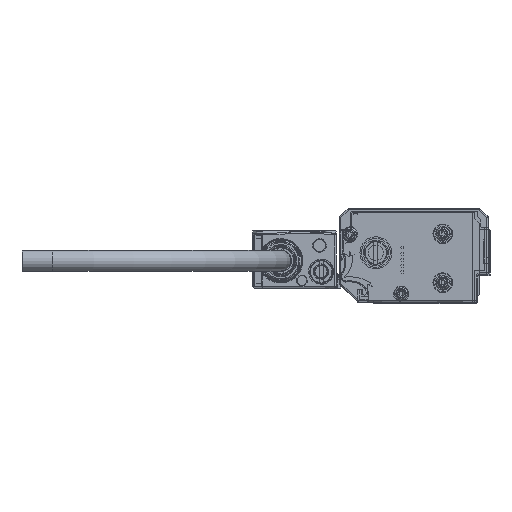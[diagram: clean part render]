
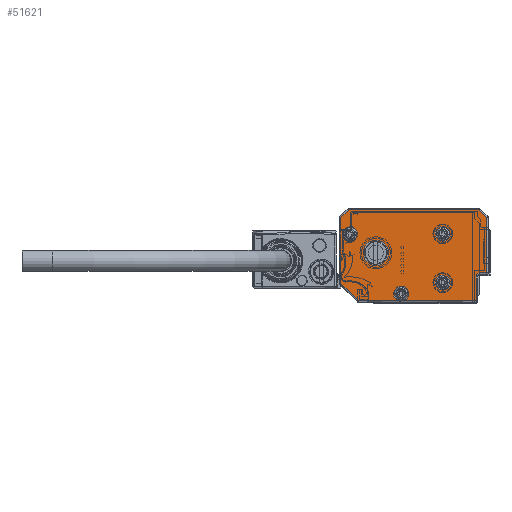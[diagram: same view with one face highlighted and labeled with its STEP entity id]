
A CAD part, left-side view. The second image highlights one B-rep face of the part: STEP entity #51621.
In plain terms, the highlighted planar face has unit normal (-1, 0, 0).
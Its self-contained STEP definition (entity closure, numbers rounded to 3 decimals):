
#51406=AXIS2_PLACEMENT_3D('Circle Axis2P3D',#51404,#51405,$) ;
#51434=AXIS2_PLACEMENT_3D('Circle Axis2P3D',#51432,#51433,$) ;
#51449=AXIS2_PLACEMENT_3D('Plane Axis2P3D',#51446,#51447,#51448) ;
#51453=AXIS2_PLACEMENT_3D('Circle Axis2P3D',#51451,#51452,$) ;
#51460=AXIS2_PLACEMENT_3D('Circle Axis2P3D',#51458,#51459,$) ;
#51467=AXIS2_PLACEMENT_3D('Circle Axis2P3D',#51465,#51466,$) ;
#51479=AXIS2_PLACEMENT_3D('Circle Axis2P3D',#51477,#51478,$) ;
#51551=AXIS2_PLACEMENT_3D('Circle Axis2P3D',#51549,#51550,$) ;
#51560=AXIS2_PLACEMENT_3D('Circle Axis2P3D',#51558,#51559,$) ;
#51569=AXIS2_PLACEMENT_3D('Circle Axis2P3D',#51567,#51568,$) ;
#51578=AXIS2_PLACEMENT_3D('Circle Axis2P3D',#51576,#51577,$) ;
#51587=AXIS2_PLACEMENT_3D('Circle Axis2P3D',#51585,#51586,$) ;
#51596=AXIS2_PLACEMENT_3D('Circle Axis2P3D',#51594,#51595,$) ;
#51605=AXIS2_PLACEMENT_3D('Circle Axis2P3D',#51603,#51604,$) ;
#51614=AXIS2_PLACEMENT_3D('Circle Axis2P3D',#51612,#51613,$) ;
#42304=CARTESIAN_POINT('Vertex',(-2773.,8.4,-1.)) ;
#42306=CARTESIAN_POINT('Vertex',(-2773.,7.,-1.)) ;
#42309=CARTESIAN_POINT('Line Origine',(-2773.,3.5,-1.)) ;
#42313=CARTESIAN_POINT('Vertex',(-2773.,21.793,-1.)) ;
#42325=CARTESIAN_POINT('Vertex',(-2773.,-17.,-1.)) ;
#42328=CARTESIAN_POINT('Line Origine',(-2773.,3.5,-1.)) ;
#51404=CARTESIAN_POINT('Axis2P3D Location',(-2773.,7.7,1.4)) ;
#51408=CARTESIAN_POINT('Vertex',(-2773.,5.2,1.4)) ;
#51429=CARTESIAN_POINT('Vertex',(-2773.,9.894,0.201)) ;
#51432=CARTESIAN_POINT('Axis2P3D Location',(-2773.,7.7,1.4)) ;
#51446=CARTESIAN_POINT('Axis2P3D Location',(-2773.,-21.5,13.5)) ;
#51451=CARTESIAN_POINT('Axis2P3D Location',(-2773.,7.7,1.4)) ;
#51455=CARTESIAN_POINT('Vertex',(-2773.,10.2,1.4)) ;
#51458=CARTESIAN_POINT('Axis2P3D Location',(-2773.,7.7,1.4)) ;
#51462=CARTESIAN_POINT('Vertex',(-2773.,5.506,2.599)) ;
#51465=CARTESIAN_POINT('Axis2P3D Location',(-2773.,7.7,1.4)) ;
#51470=CARTESIAN_POINT('Line Origine',(-2773.,-17.,3.1)) ;
#51474=CARTESIAN_POINT('Vertex',(-2773.,-17.,7.2)) ;
#51477=CARTESIAN_POINT('Axis2P3D Location',(-2773.,-18.,7.2)) ;
#51481=CARTESIAN_POINT('Vertex',(-2773.,-18.,8.2)) ;
#51484=CARTESIAN_POINT('Line Origine',(-2773.,-19.25,8.2)) ;
#51488=CARTESIAN_POINT('Vertex',(-2773.,-20.5,8.2)) ;
#51491=CARTESIAN_POINT('Line Origine',(-2773.,-20.5,17.246)) ;
#51495=CARTESIAN_POINT('Vertex',(-2773.,-20.5,26.293)) ;
#51498=CARTESIAN_POINT('Line Origine',(-2773.,-19.146,27.646)) ;
#51502=CARTESIAN_POINT('Vertex',(-2773.,-17.793,29.)) ;
#51505=CARTESIAN_POINT('Line Origine',(-2773.,3.5,29.)) ;
#51509=CARTESIAN_POINT('Vertex',(-2773.,24.793,29.)) ;
#51512=CARTESIAN_POINT('Line Origine',(-2773.,26.146,27.646)) ;
#51516=CARTESIAN_POINT('Vertex',(-2773.,27.5,26.293)) ;
#51519=CARTESIAN_POINT('Line Origine',(-2773.,27.5,15.5)) ;
#51523=CARTESIAN_POINT('Vertex',(-2773.,27.5,4.707)) ;
#51526=CARTESIAN_POINT('Line Origine',(-2773.,24.646,1.854)) ;
#51549=CARTESIAN_POINT('Axis2P3D Location',(-2773.,-6.,5.)) ;
#51553=CARTESIAN_POINT('Vertex',(-2773.,-3.806,3.801)) ;
#51555=CARTESIAN_POINT('Vertex',(-2773.,-8.194,6.199)) ;
#51558=CARTESIAN_POINT('Axis2P3D Location',(-2773.,-6.,5.)) ;
#51567=CARTESIAN_POINT('Axis2P3D Location',(-2773.,16.,14.8)) ;
#51571=CARTESIAN_POINT('Vertex',(-2773.,11.85,14.8)) ;
#51573=CARTESIAN_POINT('Vertex',(-2773.,20.15,14.8)) ;
#51576=CARTESIAN_POINT('Axis2P3D Location',(-2773.,16.,14.8)) ;
#51585=CARTESIAN_POINT('Axis2P3D Location',(-2773.,-6.,21.)) ;
#51589=CARTESIAN_POINT('Vertex',(-2773.,-8.194,22.199)) ;
#51591=CARTESIAN_POINT('Vertex',(-2773.,-3.806,19.801)) ;
#51594=CARTESIAN_POINT('Axis2P3D Location',(-2773.,-6.,21.)) ;
#51603=CARTESIAN_POINT('Axis2P3D Location',(-2773.,24.5,20.9)) ;
#51607=CARTESIAN_POINT('Vertex',(-2773.,22.306,22.099)) ;
#51609=CARTESIAN_POINT('Vertex',(-2773.,26.694,19.701)) ;
#51612=CARTESIAN_POINT('Axis2P3D Location',(-2773.,24.5,20.9)) ;
#42310=DIRECTION('Vector Direction',(0.,1.,0.)) ;
#42329=DIRECTION('Vector Direction',(0.,1.,0.)) ;
#51405=DIRECTION('Axis2P3D Direction',(-1.,0.,0.)) ;
#51433=DIRECTION('Axis2P3D Direction',(-1.,0.,0.)) ;
#51447=DIRECTION('Axis2P3D Direction',(1.,0.,0.)) ;
#51448=DIRECTION('Axis2P3D XDirection',(0.,1.,0.)) ;
#51452=DIRECTION('Axis2P3D Direction',(1.,0.,0.)) ;
#51459=DIRECTION('Axis2P3D Direction',(1.,0.,0.)) ;
#51466=DIRECTION('Axis2P3D Direction',(1.,0.,0.)) ;
#51471=DIRECTION('Vector Direction',(0.,0.,1.)) ;
#51478=DIRECTION('Axis2P3D Direction',(1.,0.,0.)) ;
#51485=DIRECTION('Vector Direction',(0.,-1.,0.)) ;
#51492=DIRECTION('Vector Direction',(0.,0.,1.)) ;
#51499=DIRECTION('Vector Direction',(0.,-0.707,-0.707)) ;
#51506=DIRECTION('Vector Direction',(0.,1.,0.)) ;
#51513=DIRECTION('Vector Direction',(0.,0.707,-0.707)) ;
#51520=DIRECTION('Vector Direction',(0.,0.,-1.)) ;
#51527=DIRECTION('Vector Direction',(0.,-0.707,-0.707)) ;
#51550=DIRECTION('Axis2P3D Direction',(1.,0.,0.)) ;
#51559=DIRECTION('Axis2P3D Direction',(1.,0.,0.)) ;
#51568=DIRECTION('Axis2P3D Direction',(1.,0.,0.)) ;
#51577=DIRECTION('Axis2P3D Direction',(1.,0.,0.)) ;
#51586=DIRECTION('Axis2P3D Direction',(1.,0.,0.)) ;
#51595=DIRECTION('Axis2P3D Direction',(1.,0.,0.)) ;
#51604=DIRECTION('Axis2P3D Direction',(1.,0.,0.)) ;
#51613=DIRECTION('Axis2P3D Direction',(1.,0.,0.)) ;
#42311=VECTOR('Line Direction',#42310,1.) ;
#42330=VECTOR('Line Direction',#42329,1.) ;
#51472=VECTOR('Line Direction',#51471,1.) ;
#51486=VECTOR('Line Direction',#51485,1.) ;
#51493=VECTOR('Line Direction',#51492,1.) ;
#51500=VECTOR('Line Direction',#51499,1.) ;
#51507=VECTOR('Line Direction',#51506,1.) ;
#51514=VECTOR('Line Direction',#51513,1.) ;
#51521=VECTOR('Line Direction',#51520,1.) ;
#51528=VECTOR('Line Direction',#51527,1.) ;
#51532=ORIENTED_EDGE('',*,*,#51436,.T.) ;
#51533=ORIENTED_EDGE('',*,*,#51457,.T.) ;
#51534=ORIENTED_EDGE('',*,*,#51464,.T.) ;
#51535=ORIENTED_EDGE('',*,*,#51469,.T.) ;
#51536=ORIENTED_EDGE('',*,*,#51410,.T.) ;
#51537=ORIENTED_EDGE('',*,*,#42332,.F.) ;
#51538=ORIENTED_EDGE('',*,*,#51476,.F.) ;
#51539=ORIENTED_EDGE('',*,*,#51483,.F.) ;
#51540=ORIENTED_EDGE('',*,*,#51490,.F.) ;
#51541=ORIENTED_EDGE('',*,*,#51497,.F.) ;
#51542=ORIENTED_EDGE('',*,*,#51504,.F.) ;
#51543=ORIENTED_EDGE('',*,*,#51511,.F.) ;
#51544=ORIENTED_EDGE('',*,*,#51518,.F.) ;
#51545=ORIENTED_EDGE('',*,*,#51525,.F.) ;
#51546=ORIENTED_EDGE('',*,*,#51530,.F.) ;
#51547=ORIENTED_EDGE('',*,*,#42315,.F.) ;
#51564=ORIENTED_EDGE('',*,*,#51557,.T.) ;
#51565=ORIENTED_EDGE('',*,*,#51562,.T.) ;
#51582=ORIENTED_EDGE('',*,*,#51575,.T.) ;
#51583=ORIENTED_EDGE('',*,*,#51580,.T.) ;
#51600=ORIENTED_EDGE('',*,*,#51593,.T.) ;
#51601=ORIENTED_EDGE('',*,*,#51598,.T.) ;
#51618=ORIENTED_EDGE('',*,*,#51611,.T.) ;
#51619=ORIENTED_EDGE('',*,*,#51616,.T.) ;
#51566=FACE_BOUND('',#51563,.T.) ;
#51584=FACE_BOUND('',#51581,.T.) ;
#51602=FACE_BOUND('',#51599,.T.) ;
#51620=FACE_BOUND('',#51617,.T.) ;
#51621=ADVANCED_FACE('\X2\FF8AFF9FFF70FF82\X0\ \X2\FF8EFF9EFF83FF9EFF68FF70\X0\',(#51548,#51566,#51584,#51602,#51620),#51450,.F.) ;
#51407=CIRCLE('generated circle',#51406,2.5) ;
#51435=CIRCLE('generated circle',#51434,2.5) ;
#51454=CIRCLE('generated circle',#51453,2.5) ;
#51461=CIRCLE('generated circle',#51460,2.5) ;
#51468=CIRCLE('generated circle',#51467,2.5) ;
#51480=CIRCLE('generated circle',#51479,1.) ;
#51552=CIRCLE('generated circle',#51551,2.5) ;
#51561=CIRCLE('generated circle',#51560,2.5) ;
#51570=CIRCLE('generated circle',#51569,4.15) ;
#51579=CIRCLE('generated circle',#51578,4.15) ;
#51588=CIRCLE('generated circle',#51587,2.5) ;
#51597=CIRCLE('generated circle',#51596,2.5) ;
#51606=CIRCLE('generated circle',#51605,2.5) ;
#51615=CIRCLE('generated circle',#51614,2.5) ;
#42315=EDGE_CURVE('',#42305,#42314,#42312,.T.) ;
#42332=EDGE_CURVE('',#42326,#42307,#42331,.T.) ;
#51410=EDGE_CURVE('',#51409,#42307,#51407,.F.) ;
#51436=EDGE_CURVE('',#42305,#51430,#51435,.F.) ;
#51457=EDGE_CURVE('',#51430,#51456,#51454,.T.) ;
#51464=EDGE_CURVE('',#51456,#51463,#51461,.T.) ;
#51469=EDGE_CURVE('',#51463,#51409,#51468,.T.) ;
#51476=EDGE_CURVE('',#51475,#42326,#51473,.F.) ;
#51483=EDGE_CURVE('',#51482,#51475,#51480,.F.) ;
#51490=EDGE_CURVE('',#51489,#51482,#51487,.F.) ;
#51497=EDGE_CURVE('',#51496,#51489,#51494,.F.) ;
#51504=EDGE_CURVE('',#51503,#51496,#51501,.T.) ;
#51511=EDGE_CURVE('',#51510,#51503,#51508,.F.) ;
#51518=EDGE_CURVE('',#51517,#51510,#51515,.F.) ;
#51525=EDGE_CURVE('',#51524,#51517,#51522,.F.) ;
#51530=EDGE_CURVE('',#42314,#51524,#51529,.F.) ;
#51557=EDGE_CURVE('',#51554,#51556,#51552,.T.) ;
#51562=EDGE_CURVE('',#51556,#51554,#51561,.T.) ;
#51575=EDGE_CURVE('',#51572,#51574,#51570,.T.) ;
#51580=EDGE_CURVE('',#51574,#51572,#51579,.T.) ;
#51593=EDGE_CURVE('',#51590,#51592,#51588,.T.) ;
#51598=EDGE_CURVE('',#51592,#51590,#51597,.T.) ;
#51611=EDGE_CURVE('',#51608,#51610,#51606,.T.) ;
#51616=EDGE_CURVE('',#51610,#51608,#51615,.T.) ;
#51531=EDGE_LOOP('',(#51532,#51533,#51534,#51535,#51536,#51537,#51538,#51539,#51540,#51541,#51542,#51543,#51544,#51545,#51546,#51547)) ;
#51563=EDGE_LOOP('',(#51564,#51565)) ;
#51581=EDGE_LOOP('',(#51582,#51583)) ;
#51599=EDGE_LOOP('',(#51600,#51601)) ;
#51617=EDGE_LOOP('',(#51618,#51619)) ;
#51548=FACE_OUTER_BOUND('',#51531,.T.) ;
#42312=LINE('Line',#42309,#42311) ;
#42331=LINE('Line',#42328,#42330) ;
#51473=LINE('Line',#51470,#51472) ;
#51487=LINE('Line',#51484,#51486) ;
#51494=LINE('Line',#51491,#51493) ;
#51501=LINE('Line',#51498,#51500) ;
#51508=LINE('Line',#51505,#51507) ;
#51515=LINE('Line',#51512,#51514) ;
#51522=LINE('Line',#51519,#51521) ;
#51529=LINE('Line',#51526,#51528) ;
#51450=PLANE('Plane',#51449) ;
#42305=VERTEX_POINT('',#42304) ;
#42307=VERTEX_POINT('',#42306) ;
#42314=VERTEX_POINT('',#42313) ;
#42326=VERTEX_POINT('',#42325) ;
#51409=VERTEX_POINT('',#51408) ;
#51430=VERTEX_POINT('',#51429) ;
#51456=VERTEX_POINT('',#51455) ;
#51463=VERTEX_POINT('',#51462) ;
#51475=VERTEX_POINT('',#51474) ;
#51482=VERTEX_POINT('',#51481) ;
#51489=VERTEX_POINT('',#51488) ;
#51496=VERTEX_POINT('',#51495) ;
#51503=VERTEX_POINT('',#51502) ;
#51510=VERTEX_POINT('',#51509) ;
#51517=VERTEX_POINT('',#51516) ;
#51524=VERTEX_POINT('',#51523) ;
#51554=VERTEX_POINT('',#51553) ;
#51556=VERTEX_POINT('',#51555) ;
#51572=VERTEX_POINT('',#51571) ;
#51574=VERTEX_POINT('',#51573) ;
#51590=VERTEX_POINT('',#51589) ;
#51592=VERTEX_POINT('',#51591) ;
#51608=VERTEX_POINT('',#51607) ;
#51610=VERTEX_POINT('',#51609) ;
